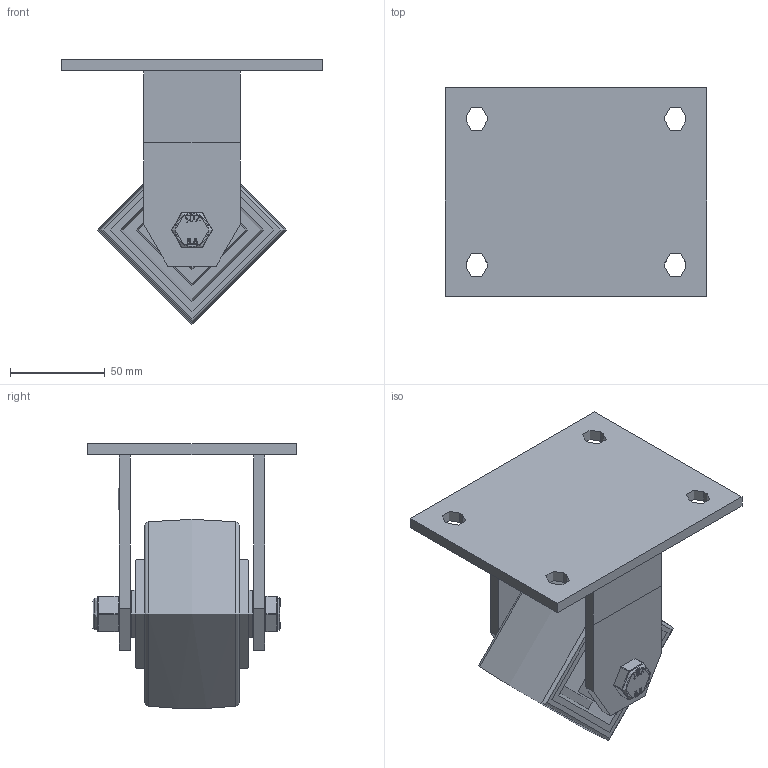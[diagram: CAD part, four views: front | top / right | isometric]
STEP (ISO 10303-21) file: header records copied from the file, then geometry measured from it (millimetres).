
FILE_DESCRIPTION(/* description */ (''),/* implementation_level */ '2;1');
FILE_NAME(/* name */ 'BZKFL100PTBJ50.step',/* time_stamp */ '2024-10-11T16:35:02+01:00',/* author */ (''),/* organization */ (''),/* preprocessor_version */ 'ST-DEVELOPER v20',/* originating_system */ 'Autodesk Translation Framework v13.20.0.188',/* authorisation */ '');
FILE_SCHEMA (('AUTOMOTIVE_DESIGN { 1 0 10303 214 3 1 1 }'));
Length unit declared in the file: millimetre
Products named in the file (27): BZKFL100PTBJ/50; BZKFL100AS v1; BZKFL100AS; FABRICATED STEEL BRACKET; BZXH100WPTBJM20 v1; POLYURETHANE TYRE; CAST IRON RIM; CAST IRON RIM Geometry; BEARING SPACER; BEARING6004; BALL BEARINGS; BEARING6004 (1); BALL BEARINGS (1); Component1; METAL; MIDDLE; RUBBER; TH20X2X12 v1; ZINC PLATED HEADED SPACER; TH20X2X12 v1 (1); ZINC PLATED HEADED SPACER (1); HEXBOLTM12X90Z8.8 v2; GRADE 8.8 ZINC PLATED BOLT; NYLOCM12Z14MM v1; NYLOC NUT; NUT; RUBBER (1)
Assembly tree (46 placements, depth 5):
  BZKFL100PTBJ/50
    BZKFL100AS v1
      BZKFL100AS
      FABRICATED STEEL BRACKET
    BZXH100WPTBJM20 v1
      POLYURETHANE TYRE
      CAST IRON RIM
        CAST IRON RIM Geometry
        BEARING SPACER
      BEARING6004
        METAL
        MIDDLE
        BALL BEARINGS
          Component1  x9
        RUBBER
      BEARING6004 (1)
        BALL BEARINGS (1)
          Component1  x9
        METAL
        MIDDLE
        RUBBER
    TH20X2X12 v1
      ZINC PLATED HEADED SPACER
    TH20X2X12 v1 (1)
      ZINC PLATED HEADED SPACER (1)
    HEXBOLTM12X90Z8.8 v2
      GRADE 8.8 ZINC PLATED BOLT
    NYLOCM12Z14MM v1
      NYLOC NUT
        NUT
        RUBBER (1)
Bounding box: 138 x 110 x 139.86 mm (x, y, z)
Volume: 488078.1 mm3; surface area: 175423.3 mm2
Topology: 37 solids, 37 shells, 1132 faces, 2869 edges, 1883 vertices
Faces by surface type: plane 432, bspline 422, cylinder 210, sphere 54, torus 9, cone 5
Full cylindrical faces by diameter (mm): 8 x18, 9.836 x16, 11.834 x16, 12 x3, 12.2 x2, 13 x2, 14 x2, 17.75 x1, 18.5 x1, 19.8 x2, 20 x3, 24 x3, 25 x10, 26 x4, 27 x8, 32 x1, 35 x4, 36 x4, 37 x4, 38 x10, 42 x4, 86 x2
Entity records: 30110 total; most frequent: CARTESIAN_POINT 14025, ORIENTED_EDGE 3470, DIRECTION 2570, EDGE_CURVE 1735, VERTEX_POINT 1135, AXIS2_PLACEMENT_3D 872, LINE 826, VECTOR 826
